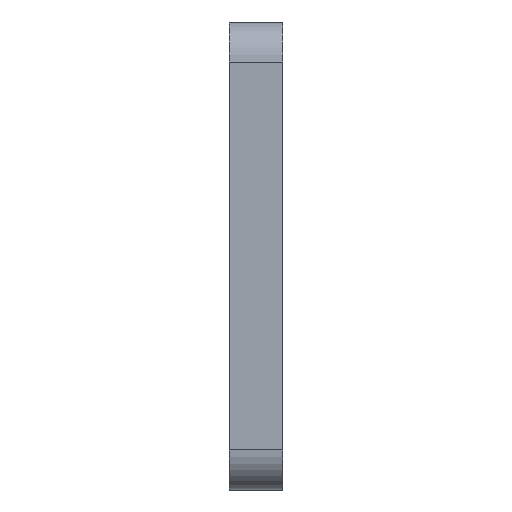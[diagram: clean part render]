
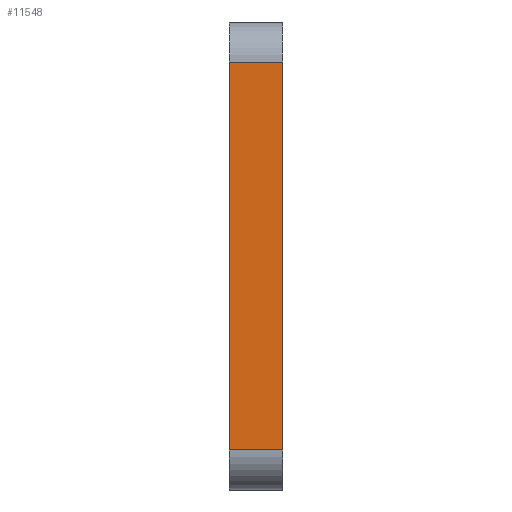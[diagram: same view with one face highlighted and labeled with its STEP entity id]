
A CAD part, left-side view. The second image highlights one B-rep face of the part: STEP entity #11548.
In plain terms, the highlighted planar face has unit normal (-1, 0, 0).
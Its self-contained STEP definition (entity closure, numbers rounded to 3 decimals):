
#164=PLANE('',#12197);
#604=FACE_OUTER_BOUND('',#1210,.T.);
#1210=EDGE_LOOP('',(#8045,#8046,#8047,#8048));
#1913=LINE('',#16385,#3305);
#1977=LINE('',#16534,#3369);
#1980=LINE('',#16547,#3372);
#1981=LINE('',#16549,#3373);
#3305=VECTOR('',#13118,10.);
#3369=VECTOR('',#13230,10.);
#3372=VECTOR('',#13245,10.);
#3373=VECTOR('',#13248,10.);
#5038=VERTEX_POINT('',#16382);
#5039=VERTEX_POINT('',#16384);
#5099=VERTEX_POINT('',#16531);
#5100=VERTEX_POINT('',#16533);
#6191=EDGE_CURVE('',#5038,#5039,#1913,.T.);
#6268=EDGE_CURVE('',#5099,#5100,#1977,.T.);
#6276=EDGE_CURVE('',#5100,#5038,#1980,.T.);
#6277=EDGE_CURVE('',#5039,#5099,#1981,.T.);
#8045=ORIENTED_EDGE('',*,*,#6276,.F.);
#8046=ORIENTED_EDGE('',*,*,#6268,.F.);
#8047=ORIENTED_EDGE('',*,*,#6277,.F.);
#8048=ORIENTED_EDGE('',*,*,#6191,.F.);
#11548=ADVANCED_FACE('',(#604),#164,.T.);
#12197=AXIS2_PLACEMENT_3D('',#16548,#13246,#13247);
#13118=DIRECTION('',(0.,0.,1.));
#13230=DIRECTION('',(0.,0.,-1.));
#13245=DIRECTION('',(0.,1.,0.));
#13246=DIRECTION('center_axis',(-1.,0.,0.));
#13247=DIRECTION('ref_axis',(0.,0.,1.));
#13248=DIRECTION('',(0.,-1.,0.));
#16382=CARTESIAN_POINT('',(14.547,-0.789,-14.5));
#16384=CARTESIAN_POINT('',(14.547,-0.789,14.5));
#16385=CARTESIAN_POINT('',(14.547,-0.789,17.5));
#16531=CARTESIAN_POINT('',(14.547,-4.789,14.5));
#16533=CARTESIAN_POINT('',(14.547,-4.789,-14.5));
#16534=CARTESIAN_POINT('',(14.547,-4.789,17.5));
#16547=CARTESIAN_POINT('',(14.547,-4.789,-14.5));
#16548=CARTESIAN_POINT('Origin',(14.547,-4.789,-17.5));
#16549=CARTESIAN_POINT('',(14.547,-4.789,14.5));
